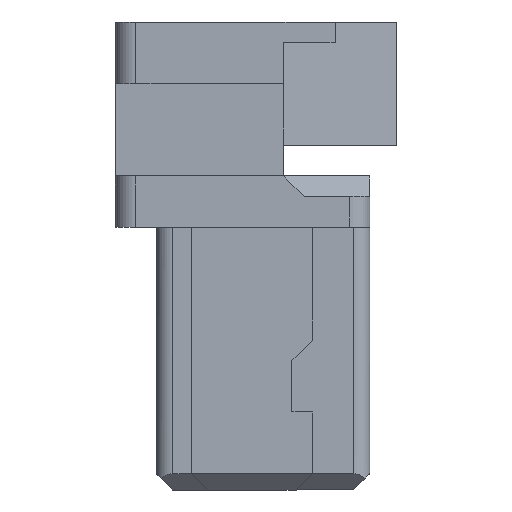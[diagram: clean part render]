
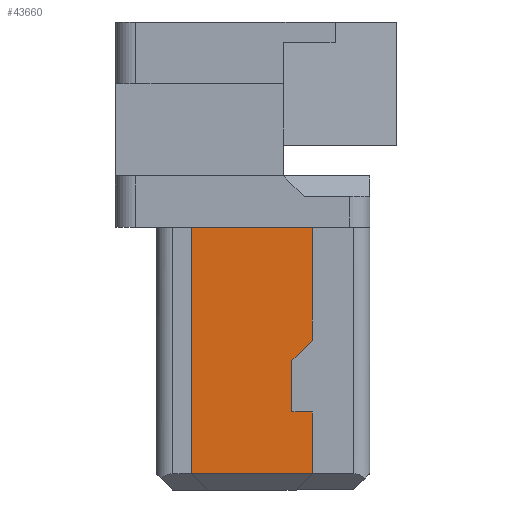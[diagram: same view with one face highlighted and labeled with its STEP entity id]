
A CAD part, left-side view. The second image highlights one B-rep face of the part: STEP entity #43660.
In plain terms, the highlighted face is planar.
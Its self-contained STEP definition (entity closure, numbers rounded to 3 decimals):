
#26890=CARTESIAN_POINT('',(29.897,67.416,12.625));
#26900=VERTEX_POINT('',#26890);
#26930=CARTESIAN_POINT('',(29.897,67.531,12.625));
#26940=DIRECTION('',(0.,-1.,0.));
#26950=VECTOR('',#26940,1.);
#26960=LINE('',#26930,#26950);
#26970=CARTESIAN_POINT('',(29.897,68.006,12.625));
#26980=VERTEX_POINT('',#26970);
#26990=EDGE_CURVE('',#26980,#26900,#26960,.T.);
#41990=CARTESIAN_POINT('',(28.822,68.006,12.625));
#42000=DIRECTION('',(1.,0.,0.));
#42010=VECTOR('',#42000,1.);
#42020=LINE('',#41990,#42010);
#42030=CARTESIAN_POINT('',(29.597,68.006,12.625));
#42040=VERTEX_POINT('',#42030);
#42050=EDGE_CURVE('',#42040,#26980,#42020,.T.);
#42250=CARTESIAN_POINT('',(29.597,56.396,12.625));
#42260=DIRECTION('',(0.,-1.,0.));
#42270=VECTOR('',#42260,1.);
#42280=LINE('',#42250,#42270);
#42290=CARTESIAN_POINT('',(29.597,67.906,12.625));
#42300=VERTEX_POINT('',#42290);
#42310=EDGE_CURVE('',#42040,#42300,#42280,.T.);
#42490=CARTESIAN_POINT('',(28.822,67.906,12.625));
#42500=DIRECTION('',(-1.,0.,0.));
#42510=VECTOR('',#42500,1.);
#42520=LINE('',#42490,#42510);
#42530=CARTESIAN_POINT('',(29.347,67.906,12.625));
#42540=VERTEX_POINT('',#42530);
#42550=EDGE_CURVE('',#42300,#42540,#42520,.T.);
#42730=CARTESIAN_POINT('',(28.822,68.431,12.625));
#42740=DIRECTION('',(-0.707,0.707,0.));
#42750=VECTOR('',#42740,1.);
#42760=LINE('',#42730,#42750);
#42770=CARTESIAN_POINT('',(29.247,68.006,12.625));
#42780=VERTEX_POINT('',#42770);
#42790=EDGE_CURVE('',#42540,#42780,#42760,.T.);
#42900=CARTESIAN_POINT('',(28.697,68.006,12.625));
#42910=VERTEX_POINT('',#42900);
#42920=EDGE_CURVE('',#42910,#42780,#42020,.T.);
#43390=CARTESIAN_POINT('',(29.977,67.646,12.625));
#43400=DIRECTION('',(0.,0.,1.));
#43410=DIRECTION('',(1.,0.,0.));
#43420=AXIS2_PLACEMENT_3D('',#43390,#43400,#43410);
#43430=PLANE('',#43420);
#43440=CARTESIAN_POINT('',(0.,67.416,12.625));
#43450=DIRECTION('',(1.,0.,0.));
#43460=VECTOR('',#43450,1.);
#43470=LINE('',#43440,#43460);
#43480=CARTESIAN_POINT('',(28.697,67.416,12.625));
#43490=VERTEX_POINT('',#43480);
#43500=EDGE_CURVE('',#43490,#26900,#43470,.T.);
#43510=ORIENTED_EDGE('',*,*,#43500,.T.);
#43520=CARTESIAN_POINT('',(28.697,0.,12.625));
#43530=DIRECTION('',(0.,1.,0.));
#43540=VECTOR('',#43530,1.);
#43550=LINE('',#43520,#43540);
#43560=EDGE_CURVE('',#43490,#42910,#43550,.T.);
#43570=ORIENTED_EDGE('',*,*,#43560,.F.);
#43580=ORIENTED_EDGE('',*,*,#42920,.F.);
#43590=ORIENTED_EDGE('',*,*,#42790,.T.);
#43600=ORIENTED_EDGE('',*,*,#42550,.T.);
#43610=ORIENTED_EDGE('',*,*,#42310,.T.);
#43620=ORIENTED_EDGE('',*,*,#42050,.F.);
#43630=ORIENTED_EDGE('',*,*,#26990,.F.);
#43640=EDGE_LOOP('',(#43630,#43620,#43610,#43600,#43590,#43580,#43570,
#43510));
#43650=FACE_OUTER_BOUND('',#43640,.T.);
#43660=ADVANCED_FACE('',(#43650),#43430,.T.);
